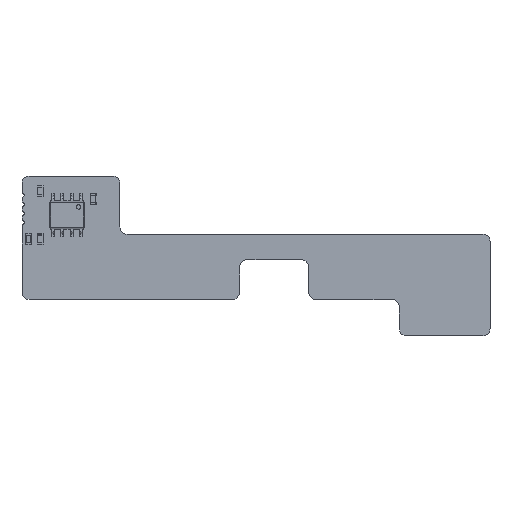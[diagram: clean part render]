
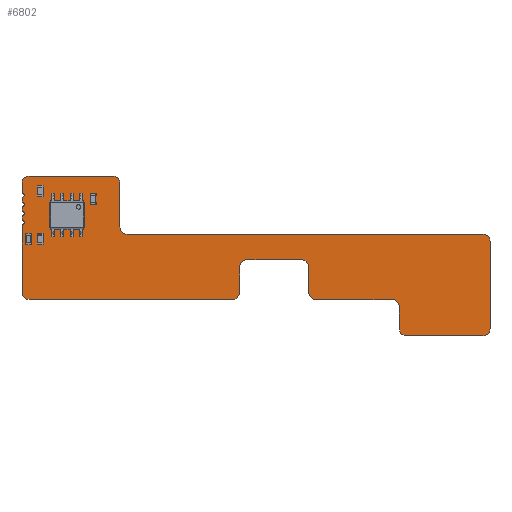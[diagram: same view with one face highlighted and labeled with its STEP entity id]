
A CAD part, top view. The second image highlights one B-rep face of the part: STEP entity #6802.
In plain terms, the highlighted planar face has unit normal (0, 0, 1).
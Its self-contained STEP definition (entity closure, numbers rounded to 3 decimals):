
#6449 = VERTEX_POINT('',#6450);
#6450 = CARTESIAN_POINT('',(141.5,-86.5,1.6));
#6456 = EDGE_CURVE('',#6449,#6457,#6459,.T.);
#6457 = VERTEX_POINT('',#6458);
#6458 = CARTESIAN_POINT('',(142.5,-87.5,1.6));
#6459 = CIRCLE('',#6460,1.);
#6460 = AXIS2_PLACEMENT_3D('',#6461,#6462,#6463);
#6461 = CARTESIAN_POINT('',(141.5,-87.5,1.6));
#6462 = DIRECTION('',(0.,0.,-1.));
#6463 = DIRECTION('',(0.,1.,0.));
#6491 = VERTEX_POINT('',#6492);
#6492 = CARTESIAN_POINT('',(130.,-86.5,1.6));
#6498 = EDGE_CURVE('',#6491,#6449,#6499,.T.);
#6499 = LINE('',#6500,#6501);
#6500 = CARTESIAN_POINT('',(130.,-86.5,1.6));
#6501 = VECTOR('',#6502,1.);
#6502 = DIRECTION('',(1.,0.,0.));
#6520 = EDGE_CURVE('',#6457,#6521,#6523,.T.);
#6521 = VERTEX_POINT('',#6522);
#6522 = CARTESIAN_POINT('',(142.5,-93.5,1.6));
#6523 = LINE('',#6524,#6525);
#6524 = CARTESIAN_POINT('',(142.5,-87.5,1.6));
#6525 = VECTOR('',#6526,1.);
#6526 = DIRECTION('',(0.,-1.,0.));
#6802 = ADVANCED_FACE('',(#6803),#7053,.F.);
#6803 = FACE_BOUND('',#6804,.F.);
#6804 = EDGE_LOOP('',(#6805,#6806,#6807,#6808,#6817,#6825,#6834,#6842,
    #6851,#6859,#6868,#6876,#6885,#6893,#6902,#6910,#6919,#6927,#6936,
    #6944,#6953,#6961,#6970,#6978,#6987,#6995,#7004,#7012,#7021,#7029,
    #7038,#7046));
#6805 = ORIENTED_EDGE('',*,*,#6498,.T.);
#6806 = ORIENTED_EDGE('',*,*,#6456,.T.);
#6807 = ORIENTED_EDGE('',*,*,#6520,.T.);
#6808 = ORIENTED_EDGE('',*,*,#6809,.T.);
#6809 = EDGE_CURVE('',#6521,#6810,#6812,.T.);
#6810 = VERTEX_POINT('',#6811);
#6811 = CARTESIAN_POINT('',(143.5,-94.5,1.6));
#6812 = CIRCLE('',#6813,1.);
#6813 = AXIS2_PLACEMENT_3D('',#6814,#6815,#6816);
#6814 = CARTESIAN_POINT('',(143.5,-93.5,1.6));
#6815 = DIRECTION('',(0.,0.,1.));
#6816 = DIRECTION('',(-1.,0.,0.));
#6817 = ORIENTED_EDGE('',*,*,#6818,.T.);
#6818 = EDGE_CURVE('',#6810,#6819,#6821,.T.);
#6819 = VERTEX_POINT('',#6820);
#6820 = CARTESIAN_POINT('',(192.5,-94.5,1.6));
#6821 = LINE('',#6822,#6823);
#6822 = CARTESIAN_POINT('',(143.5,-94.5,1.6));
#6823 = VECTOR('',#6824,1.);
#6824 = DIRECTION('',(1.,0.,0.));
#6825 = ORIENTED_EDGE('',*,*,#6826,.T.);
#6826 = EDGE_CURVE('',#6819,#6827,#6829,.T.);
#6827 = VERTEX_POINT('',#6828);
#6828 = CARTESIAN_POINT('',(193.5,-95.5,1.6));
#6829 = CIRCLE('',#6830,1.);
#6830 = AXIS2_PLACEMENT_3D('',#6831,#6832,#6833);
#6831 = CARTESIAN_POINT('',(192.5,-95.5,1.6));
#6832 = DIRECTION('',(0.,0.,-1.));
#6833 = DIRECTION('',(0.,1.,0.));
#6834 = ORIENTED_EDGE('',*,*,#6835,.T.);
#6835 = EDGE_CURVE('',#6827,#6836,#6838,.T.);
#6836 = VERTEX_POINT('',#6837);
#6837 = CARTESIAN_POINT('',(193.5,-107.5,1.6));
#6838 = LINE('',#6839,#6840);
#6839 = CARTESIAN_POINT('',(193.5,-95.5,1.6));
#6840 = VECTOR('',#6841,1.);
#6841 = DIRECTION('',(0.,-1.,0.));
#6842 = ORIENTED_EDGE('',*,*,#6843,.T.);
#6843 = EDGE_CURVE('',#6836,#6844,#6846,.T.);
#6844 = VERTEX_POINT('',#6845);
#6845 = CARTESIAN_POINT('',(192.5,-108.5,1.6));
#6846 = CIRCLE('',#6847,1.);
#6847 = AXIS2_PLACEMENT_3D('',#6848,#6849,#6850);
#6848 = CARTESIAN_POINT('',(192.5,-107.5,1.6));
#6849 = DIRECTION('',(0.,0.,-1.));
#6850 = DIRECTION('',(1.,0.,0.));
#6851 = ORIENTED_EDGE('',*,*,#6852,.T.);
#6852 = EDGE_CURVE('',#6844,#6853,#6855,.T.);
#6853 = VERTEX_POINT('',#6854);
#6854 = CARTESIAN_POINT('',(182.,-108.5,1.6));
#6855 = LINE('',#6856,#6857);
#6856 = CARTESIAN_POINT('',(192.5,-108.5,1.6));
#6857 = VECTOR('',#6858,1.);
#6858 = DIRECTION('',(-1.,0.,0.));
#6859 = ORIENTED_EDGE('',*,*,#6860,.T.);
#6860 = EDGE_CURVE('',#6853,#6861,#6863,.T.);
#6861 = VERTEX_POINT('',#6862);
#6862 = CARTESIAN_POINT('',(181.,-107.5,1.6));
#6863 = CIRCLE('',#6864,1.);
#6864 = AXIS2_PLACEMENT_3D('',#6865,#6866,#6867);
#6865 = CARTESIAN_POINT('',(182.,-107.5,1.6));
#6866 = DIRECTION('',(0.,0.,-1.));
#6867 = DIRECTION('',(0.,-1.,0.));
#6868 = ORIENTED_EDGE('',*,*,#6869,.T.);
#6869 = EDGE_CURVE('',#6861,#6870,#6872,.T.);
#6870 = VERTEX_POINT('',#6871);
#6871 = CARTESIAN_POINT('',(181.,-104.5,1.6));
#6872 = LINE('',#6873,#6874);
#6873 = CARTESIAN_POINT('',(181.,-107.5,1.6));
#6874 = VECTOR('',#6875,1.);
#6875 = DIRECTION('',(0.,1.,0.));
#6876 = ORIENTED_EDGE('',*,*,#6877,.T.);
#6877 = EDGE_CURVE('',#6870,#6878,#6880,.T.);
#6878 = VERTEX_POINT('',#6879);
#6879 = CARTESIAN_POINT('',(180.,-103.5,1.6));
#6880 = CIRCLE('',#6881,1.);
#6881 = AXIS2_PLACEMENT_3D('',#6882,#6883,#6884);
#6882 = CARTESIAN_POINT('',(180.,-104.5,1.6));
#6883 = DIRECTION('',(0.,0.,1.));
#6884 = DIRECTION('',(1.,0.,0.));
#6885 = ORIENTED_EDGE('',*,*,#6886,.T.);
#6886 = EDGE_CURVE('',#6878,#6887,#6889,.T.);
#6887 = VERTEX_POINT('',#6888);
#6888 = CARTESIAN_POINT('',(169.5,-103.5,1.6));
#6889 = LINE('',#6890,#6891);
#6890 = CARTESIAN_POINT('',(180.,-103.5,1.6));
#6891 = VECTOR('',#6892,1.);
#6892 = DIRECTION('',(-1.,0.,0.));
#6893 = ORIENTED_EDGE('',*,*,#6894,.T.);
#6894 = EDGE_CURVE('',#6887,#6895,#6897,.T.);
#6895 = VERTEX_POINT('',#6896);
#6896 = CARTESIAN_POINT('',(168.5,-102.5,1.6));
#6897 = CIRCLE('',#6898,1.);
#6898 = AXIS2_PLACEMENT_3D('',#6899,#6900,#6901);
#6899 = CARTESIAN_POINT('',(169.5,-102.5,1.6));
#6900 = DIRECTION('',(0.,0.,-1.));
#6901 = DIRECTION('',(0.,-1.,0.));
#6902 = ORIENTED_EDGE('',*,*,#6903,.T.);
#6903 = EDGE_CURVE('',#6895,#6904,#6906,.T.);
#6904 = VERTEX_POINT('',#6905);
#6905 = CARTESIAN_POINT('',(168.5,-99.,1.6));
#6906 = LINE('',#6907,#6908);
#6907 = CARTESIAN_POINT('',(168.5,-102.5,1.6));
#6908 = VECTOR('',#6909,1.);
#6909 = DIRECTION('',(0.,1.,0.));
#6910 = ORIENTED_EDGE('',*,*,#6911,.T.);
#6911 = EDGE_CURVE('',#6904,#6912,#6914,.T.);
#6912 = VERTEX_POINT('',#6913);
#6913 = CARTESIAN_POINT('',(167.5,-98.,1.6));
#6914 = CIRCLE('',#6915,1.);
#6915 = AXIS2_PLACEMENT_3D('',#6916,#6917,#6918);
#6916 = CARTESIAN_POINT('',(167.5,-99.,1.6));
#6917 = DIRECTION('',(0.,0.,1.));
#6918 = DIRECTION('',(1.,0.,0.));
#6919 = ORIENTED_EDGE('',*,*,#6920,.T.);
#6920 = EDGE_CURVE('',#6912,#6921,#6923,.T.);
#6921 = VERTEX_POINT('',#6922);
#6922 = CARTESIAN_POINT('',(160.,-98.,1.6));
#6923 = LINE('',#6924,#6925);
#6924 = CARTESIAN_POINT('',(167.5,-98.,1.6));
#6925 = VECTOR('',#6926,1.);
#6926 = DIRECTION('',(-1.,0.,0.));
#6927 = ORIENTED_EDGE('',*,*,#6928,.T.);
#6928 = EDGE_CURVE('',#6921,#6929,#6931,.T.);
#6929 = VERTEX_POINT('',#6930);
#6930 = CARTESIAN_POINT('',(159.,-99.,1.6));
#6931 = CIRCLE('',#6932,1.);
#6932 = AXIS2_PLACEMENT_3D('',#6933,#6934,#6935);
#6933 = CARTESIAN_POINT('',(160.,-99.,1.6));
#6934 = DIRECTION('',(0.,0.,1.));
#6935 = DIRECTION('',(0.,1.,-0.));
#6936 = ORIENTED_EDGE('',*,*,#6937,.T.);
#6937 = EDGE_CURVE('',#6929,#6938,#6940,.T.);
#6938 = VERTEX_POINT('',#6939);
#6939 = CARTESIAN_POINT('',(159.,-102.5,1.6));
#6940 = LINE('',#6941,#6942);
#6941 = CARTESIAN_POINT('',(159.,-99.,1.6));
#6942 = VECTOR('',#6943,1.);
#6943 = DIRECTION('',(0.,-1.,0.));
#6944 = ORIENTED_EDGE('',*,*,#6945,.T.);
#6945 = EDGE_CURVE('',#6938,#6946,#6948,.T.);
#6946 = VERTEX_POINT('',#6947);
#6947 = CARTESIAN_POINT('',(158.,-103.5,1.6));
#6948 = CIRCLE('',#6949,1.);
#6949 = AXIS2_PLACEMENT_3D('',#6950,#6951,#6952);
#6950 = CARTESIAN_POINT('',(158.,-102.5,1.6));
#6951 = DIRECTION('',(0.,0.,-1.));
#6952 = DIRECTION('',(1.,0.,0.));
#6953 = ORIENTED_EDGE('',*,*,#6954,.T.);
#6954 = EDGE_CURVE('',#6946,#6955,#6957,.T.);
#6955 = VERTEX_POINT('',#6956);
#6956 = CARTESIAN_POINT('',(130.,-103.5,1.6));
#6957 = LINE('',#6958,#6959);
#6958 = CARTESIAN_POINT('',(158.,-103.5,1.6));
#6959 = VECTOR('',#6960,1.);
#6960 = DIRECTION('',(-1.,0.,0.));
#6961 = ORIENTED_EDGE('',*,*,#6962,.T.);
#6962 = EDGE_CURVE('',#6955,#6963,#6965,.T.);
#6963 = VERTEX_POINT('',#6964);
#6964 = CARTESIAN_POINT('',(129.,-102.5,1.6));
#6965 = CIRCLE('',#6966,1.);
#6966 = AXIS2_PLACEMENT_3D('',#6967,#6968,#6969);
#6967 = CARTESIAN_POINT('',(130.,-102.5,1.6));
#6968 = DIRECTION('',(0.,0.,-1.));
#6969 = DIRECTION('',(0.,-1.,0.));
#6970 = ORIENTED_EDGE('',*,*,#6971,.T.);
#6971 = EDGE_CURVE('',#6963,#6972,#6974,.T.);
#6972 = VERTEX_POINT('',#6973);
#6973 = CARTESIAN_POINT('',(129.,-93.215,1.6));
#6974 = LINE('',#6975,#6976);
#6975 = CARTESIAN_POINT('',(129.,-102.5,1.6));
#6976 = VECTOR('',#6977,1.);
#6977 = DIRECTION('',(0.,1.,0.));
#6978 = ORIENTED_EDGE('',*,*,#6979,.F.);
#6979 = EDGE_CURVE('',#6980,#6972,#6982,.T.);
#6980 = VERTEX_POINT('',#6981);
#6981 = CARTESIAN_POINT('',(129.,-92.615,1.6));
#6982 = CIRCLE('',#6983,0.3);
#6983 = AXIS2_PLACEMENT_3D('',#6984,#6985,#6986);
#6984 = CARTESIAN_POINT('',(129.,-92.915,1.6));
#6985 = DIRECTION('',(-0.,0.,-1.));
#6986 = DIRECTION('',(-0.,-1.,0.));
#6987 = ORIENTED_EDGE('',*,*,#6988,.T.);
#6988 = EDGE_CURVE('',#6980,#6989,#6991,.T.);
#6989 = VERTEX_POINT('',#6990);
#6990 = CARTESIAN_POINT('',(129.,-91.945,1.6));
#6991 = LINE('',#6992,#6993);
#6992 = CARTESIAN_POINT('',(129.,-102.5,1.6));
#6993 = VECTOR('',#6994,1.);
#6994 = DIRECTION('',(0.,1.,0.));
#6995 = ORIENTED_EDGE('',*,*,#6996,.F.);
#6996 = EDGE_CURVE('',#6997,#6989,#6999,.T.);
#6997 = VERTEX_POINT('',#6998);
#6998 = CARTESIAN_POINT('',(129.,-91.345,1.6));
#6999 = CIRCLE('',#7000,0.3);
#7000 = AXIS2_PLACEMENT_3D('',#7001,#7002,#7003);
#7001 = CARTESIAN_POINT('',(129.,-91.645,1.6));
#7002 = DIRECTION('',(-0.,0.,-1.));
#7003 = DIRECTION('',(-0.,-1.,0.));
#7004 = ORIENTED_EDGE('',*,*,#7005,.T.);
#7005 = EDGE_CURVE('',#6997,#7006,#7008,.T.);
#7006 = VERTEX_POINT('',#7007);
#7007 = CARTESIAN_POINT('',(129.,-90.675,1.6));
#7008 = LINE('',#7009,#7010);
#7009 = CARTESIAN_POINT('',(129.,-102.5,1.6));
#7010 = VECTOR('',#7011,1.);
#7011 = DIRECTION('',(0.,1.,0.));
#7012 = ORIENTED_EDGE('',*,*,#7013,.F.);
#7013 = EDGE_CURVE('',#7014,#7006,#7016,.T.);
#7014 = VERTEX_POINT('',#7015);
#7015 = CARTESIAN_POINT('',(129.,-90.075,1.6));
#7016 = CIRCLE('',#7017,0.3);
#7017 = AXIS2_PLACEMENT_3D('',#7018,#7019,#7020);
#7018 = CARTESIAN_POINT('',(129.,-90.375,1.6));
#7019 = DIRECTION('',(-0.,0.,-1.));
#7020 = DIRECTION('',(-0.,-1.,0.));
#7021 = ORIENTED_EDGE('',*,*,#7022,.T.);
#7022 = EDGE_CURVE('',#7014,#7023,#7025,.T.);
#7023 = VERTEX_POINT('',#7024);
#7024 = CARTESIAN_POINT('',(129.,-89.405,1.6));
#7025 = LINE('',#7026,#7027);
#7026 = CARTESIAN_POINT('',(129.,-102.5,1.6));
#7027 = VECTOR('',#7028,1.);
#7028 = DIRECTION('',(0.,1.,0.));
#7029 = ORIENTED_EDGE('',*,*,#7030,.F.);
#7030 = EDGE_CURVE('',#7031,#7023,#7033,.T.);
#7031 = VERTEX_POINT('',#7032);
#7032 = CARTESIAN_POINT('',(129.,-88.805,1.6));
#7033 = CIRCLE('',#7034,0.3);
#7034 = AXIS2_PLACEMENT_3D('',#7035,#7036,#7037);
#7035 = CARTESIAN_POINT('',(129.,-89.105,1.6));
#7036 = DIRECTION('',(-0.,0.,-1.));
#7037 = DIRECTION('',(-0.,-1.,0.));
#7038 = ORIENTED_EDGE('',*,*,#7039,.T.);
#7039 = EDGE_CURVE('',#7031,#7040,#7042,.T.);
#7040 = VERTEX_POINT('',#7041);
#7041 = CARTESIAN_POINT('',(129.,-87.5,1.6));
#7042 = LINE('',#7043,#7044);
#7043 = CARTESIAN_POINT('',(129.,-102.5,1.6));
#7044 = VECTOR('',#7045,1.);
#7045 = DIRECTION('',(0.,1.,0.));
#7046 = ORIENTED_EDGE('',*,*,#7047,.T.);
#7047 = EDGE_CURVE('',#7040,#6491,#7048,.T.);
#7048 = CIRCLE('',#7049,1.);
#7049 = AXIS2_PLACEMENT_3D('',#7050,#7051,#7052);
#7050 = CARTESIAN_POINT('',(130.,-87.5,1.6));
#7051 = DIRECTION('',(0.,0.,-1.));
#7052 = DIRECTION('',(-1.,0.,-0.));
#7053 = PLANE('',#7054);
#7054 = AXIS2_PLACEMENT_3D('',#7055,#7056,#7057);
#7055 = CARTESIAN_POINT('',(160.545,-98.189,1.6));
#7056 = DIRECTION('',(-0.,-0.,-1.));
#7057 = DIRECTION('',(-1.,0.,0.));
